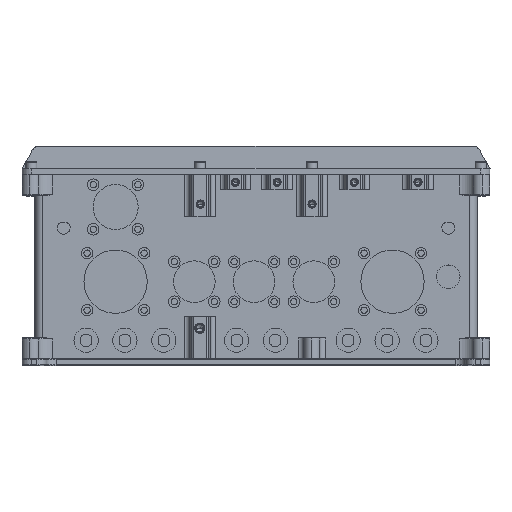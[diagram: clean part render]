
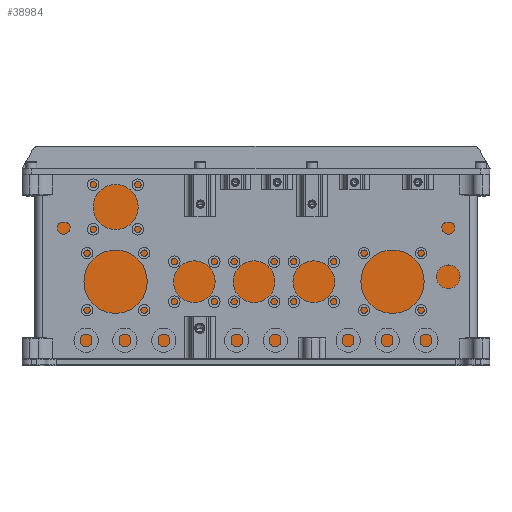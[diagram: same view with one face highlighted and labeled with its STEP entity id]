
A CAD part, top view. The second image highlights one B-rep face of the part: STEP entity #38984.
In plain terms, the highlighted planar face has unit normal (0, 0, 1).
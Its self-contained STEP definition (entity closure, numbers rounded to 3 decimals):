
#47=DIRECTION('',(-1.,0.,0.));
#48=VECTOR('',#47,212.146);
#49=CARTESIAN_POINT('',(106.073,-47.5,-83.804));
#50=LINE('',#49,#48);
#927=DIRECTION('',(-1.,0.,0.));
#928=VECTOR('',#927,212.146);
#929=CARTESIAN_POINT('',(106.073,47.5,-83.804));
#930=LINE('',#929,#928);
#13955=DIRECTION('',(0.,-1.,0.));
#13956=VECTOR('',#13955,95.);
#13957=CARTESIAN_POINT('',(106.073,47.5,-83.804));
#13958=LINE('',#13957,#13956);
#13959=DIRECTION('',(0.,-1.,0.));
#13960=VECTOR('',#13959,95.);
#13961=CARTESIAN_POINT('',(-106.073,47.5,-83.804));
#13962=LINE('',#13961,#13960);
#16016=CARTESIAN_POINT('',(106.073,-47.5,-83.804));
#16017=VERTEX_POINT('',#16016);
#16018=CARTESIAN_POINT('',(-106.073,-47.5,-83.804));
#16019=VERTEX_POINT('',#16018);
#16029=CARTESIAN_POINT('',(106.073,47.5,-83.804));
#16031=VERTEX_POINT('',#16029);
#16032=CARTESIAN_POINT('',(-106.073,47.5,-83.804));
#16033=VERTEX_POINT('',#16032);
#38972=CARTESIAN_POINT('',(106.073,47.5,-83.804));
#38973=DIRECTION('',(0.,0.,-1.));
#38974=DIRECTION('',(-1.,0.,0.));
#38975=AXIS2_PLACEMENT_3D('',#38972,#38973,#38974);
#38976=PLANE('',#38975);
#38977=ORIENTED_EDGE('',*,*,#19329,.T.);
#38979=ORIENTED_EDGE('',*,*,#38978,.F.);
#38980=ORIENTED_EDGE('',*,*,#20116,.F.);
#38981=ORIENTED_EDGE('',*,*,#38965,.T.);
#38982=EDGE_LOOP('',(#38977,#38979,#38980,#38981));
#38983=FACE_OUTER_BOUND('',#38982,.F.);
#38984=ADVANCED_FACE('',(#38983),#38976,.F.);
#19329=EDGE_CURVE('',#16017,#16019,#50,.T.);
#20116=EDGE_CURVE('',#16031,#16033,#930,.T.);
#38965=EDGE_CURVE('',#16031,#16017,#13958,.T.);
#38978=EDGE_CURVE('',#16033,#16019,#13962,.T.);
